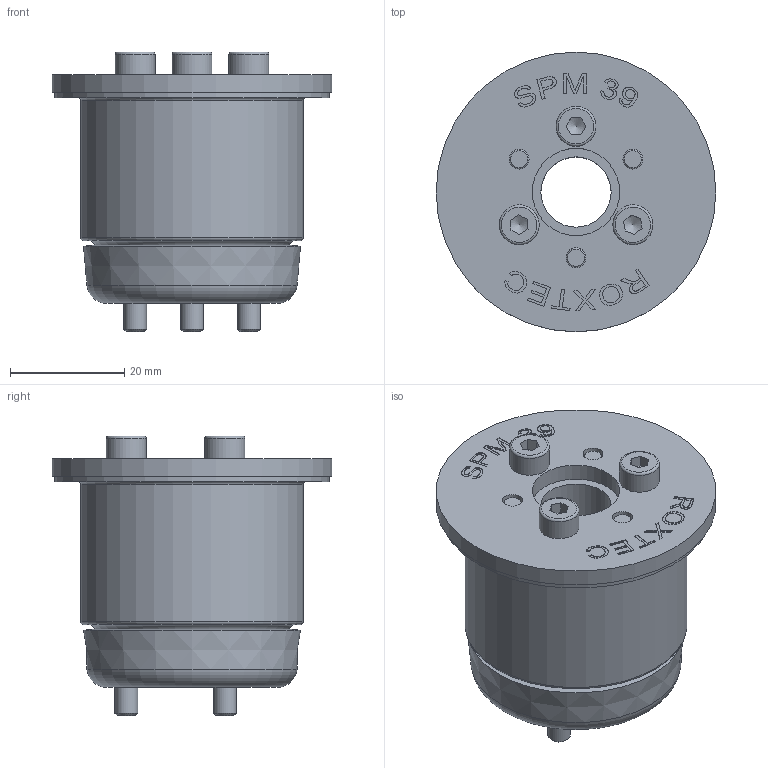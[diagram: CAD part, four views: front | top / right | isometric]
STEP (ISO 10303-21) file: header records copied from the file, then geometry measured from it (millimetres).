
FILE_DESCRIPTION(/* description */ (''),/* implementation_level */ '2;1');
FILE_NAME(/* name */ 'SPM39.stp',/* time_stamp */ '2022-04-07T09:27:39+02:00',/* author */ ('ENTER YOUR USERNAME'),/* organization */ (''),/* preprocessor_version */ 'ST-DEVELOPER v17.2',/* originating_system */ 'Autodesk Inventor 2019',/* authorisation */ '');
FILE_SCHEMA (('AUTOMOTIVE_DESIGN { 1 0 10303 214 3 1 1 }'));
Length unit declared in the file: millimetre
Products named in the file (6): SPM39; 100-074322; 100-074323; 100-074324; 100-074325; ISO 4762 - M4 x 45
Assembly tree (7 placements, depth 3):
  SPM39
    100-074322
      100-074323
      100-074324
      100-074325
      ISO 4762 - M4 x 45  x3
Bounding box: 49 x 49 x 49 mm (x, y, z)
Volume: 44381 mm3; surface area: 19862.7 mm2
Topology: 6 solids, 6 shells, 266 faces, 735 edges, 504 vertices
Faces by surface type: plane 125, bspline 77, cylinder 33, cone 16, torus 15
Full cylindrical faces by diameter (mm): 3 x3, 3.4 x3, 3.5 x3, 3.9 x6, 4 x6, 4.3 x3, 7 x3, 12.3 x1, 15.3 x2, 39 x1, 48 x1, 49 x1
Entity records: 8301 total; most frequent: CARTESIAN_POINT 2386, ORIENTED_EDGE 1296, DIRECTION 972, EDGE_CURVE 648, VERTEX_POINT 442, LINE 346, VECTOR 346, AXIS2_PLACEMENT_3D 313
